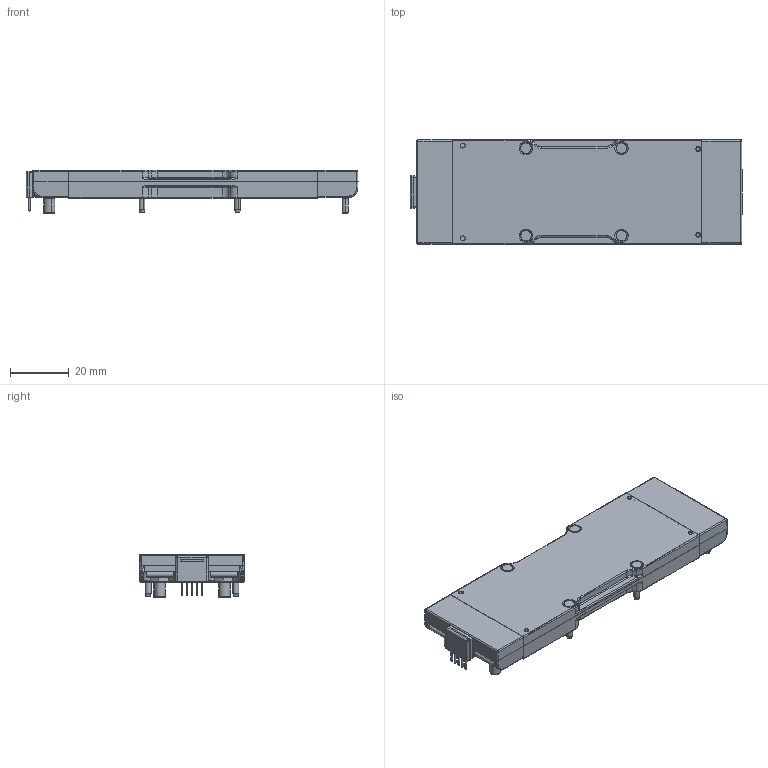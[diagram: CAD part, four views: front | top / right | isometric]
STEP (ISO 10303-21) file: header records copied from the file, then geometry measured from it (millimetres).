
FILE_DESCRIPTION (( 'STEP AP214' ), '1' );
FILE_NAME ('4414 long pint with -OUT.STEP', '2021-01-07T15:31:15', ( '' ), ( '' ), 'SwSTEP 2.0', 'SolidWorks 2017', '' );
FILE_SCHEMA (( 'AUTOMOTIVE_DESIGN' ));
Length unit declared in the file: millimetre
Products named in the file (1): 4414 long pint with -OUT
Bounding box: 112.75 x 35.54 x 14.65 mm (x, y, z)
Volume: 58776.3 mm3; surface area: 25552.8 mm2
Topology: 35 solids, 43 shells, 1592 faces, 4019 edges, 2549 vertices
Faces by surface type: plane 576, cylinder 539, cone 320, bspline 157
Entity records: 91581 total; most frequent: CARTESIAN_POINT 36673, ORIENTED_EDGE 8038, DIRECTION 7288, EDGE_CURVE 4019, AXIS2_PLACEMENT_3D 2637, VERTEX_POINT 2549, LINE 2014, VECTOR 2014
